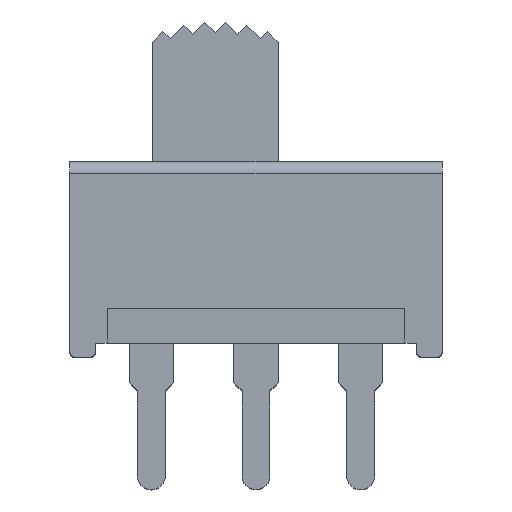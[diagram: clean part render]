
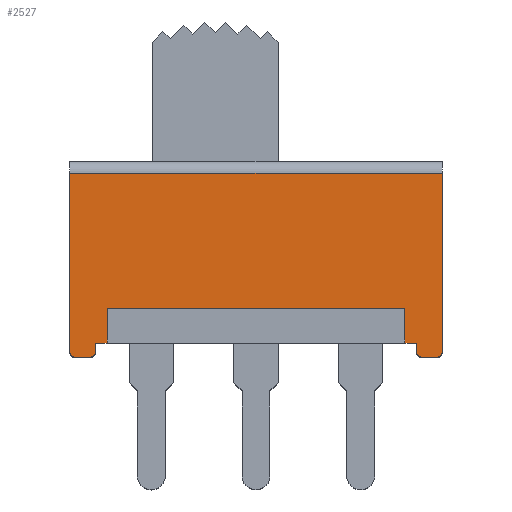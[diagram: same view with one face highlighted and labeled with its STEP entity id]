
A CAD part, top view. The second image highlights one B-rep face of the part: STEP entity #2527.
In plain terms, the highlighted planar face has unit normal (0, 0, 1).
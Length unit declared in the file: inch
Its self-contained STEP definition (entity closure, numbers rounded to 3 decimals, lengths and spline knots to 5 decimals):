
#43 = DIRECTION ( 'NONE',  ( 1., 0., 0. ) ) ;
#48 = EDGE_CURVE ( 'NONE', #2880, #1384, #2424, .T. ) ;
#202 = EDGE_CURVE ( 'NONE', #1264, #2880, #1217, .T. ) ;
#217 = CARTESIAN_POINT ( 'NONE',  ( 45.10067, -5.56623, 0.41339 ) ) ;
#282 = ORIENTED_EDGE ( 'NONE', *, *, #1010, .T. ) ;
#301 = ORIENTED_EDGE ( 'NONE', *, *, #1289, .F. ) ;
#332 = ORIENTED_EDGE ( 'NONE', *, *, #3643, .T. ) ;
#333 = DIRECTION ( 'NONE',  ( 1., 0., 0. ) ) ;
#357 = DIRECTION ( 'NONE',  ( 0., -1., 0. ) ) ;
#363 = CARTESIAN_POINT ( 'NONE',  ( 45.04556, -5.55048, 0.41339 ) ) ;
#426 = ORIENTED_EDGE ( 'NONE', *, *, #2967, .T. ) ;
#451 = VECTOR ( 'NONE', #3200, 39.37008 ) ;
#566 = CARTESIAN_POINT ( 'NONE',  ( 45.10067, -5.57411, 0.41339 ) ) ;
#608 = CIRCLE ( 'NONE', #4461, 0.00787 ) ;
#647 = VERTEX_POINT ( 'NONE', #887 ) ;
#680 = DIRECTION ( 'NONE',  ( 1., 0., 0. ) ) ;
#681 = VECTOR ( 'NONE', #734, 39.37008 ) ;
#700 = VECTOR ( 'NONE', #1646, 39.37008 ) ;
#734 = DIRECTION ( 'NONE',  ( 1., 0., 0. ) ) ;
#764 = EDGE_CURVE ( 'NONE', #1493, #1635, #1019, .T. ) ;
#848 = LINE ( 'NONE', #1202, #4735 ) ;
#887 = CARTESIAN_POINT ( 'NONE',  ( 44.54162, -5.55048, 0.41339 ) ) ;
#979 = CARTESIAN_POINT ( 'NONE',  ( 45.04556, -5.49143, 0.41339 ) ) ;
#1010 = EDGE_CURVE ( 'NONE', #3556, #1774, #848, .T. ) ;
#1015 = CARTESIAN_POINT ( 'NONE',  ( 45.06524, -5.55048, 0.41339 ) ) ;
#1019 = LINE ( 'NONE', #2249, #4994 ) ;
#1033 = ORIENTED_EDGE ( 'NONE', *, *, #1806, .T. ) ;
#1121 = DIRECTION ( 'NONE',  ( 0., 0., 1. ) ) ;
#1157 = LINE ( 'NONE', #2829, #681 ) ;
#1202 = CARTESIAN_POINT ( 'NONE',  ( 45.06524, -5.55048, 0.41339 ) ) ;
#1217 = LINE ( 'NONE', #2975, #1225 ) ;
#1225 = VECTOR ( 'NONE', #3331, 39.37008 ) ;
#1264 = VERTEX_POINT ( 'NONE', #363 ) ;
#1289 = EDGE_CURVE ( 'NONE', #1384, #647, #4503, .T. ) ;
#1337 = CIRCLE ( 'NONE', #1423, 0.00787 ) ;
#1384 = VERTEX_POINT ( 'NONE', #2923 ) ;
#1389 = EDGE_LOOP ( 'NONE', ( #3973, #426, #3883, #1448, #5069, #1642, #3269, #1033, #301, #3415, #2171, #332, #282, #3513, #5119, #1666 ) ) ;
#1393 = CIRCLE ( 'NONE', #4720, 0.00787 ) ;
#1423 = AXIS2_PLACEMENT_3D ( 'NONE', #1631, #4848, #333 ) ;
#1448 = ORIENTED_EDGE ( 'NONE', *, *, #2701, .T. ) ;
#1493 = VERTEX_POINT ( 'NONE', #3480 ) ;
#1619 = DIRECTION ( 'NONE',  ( 1., 0., 0. ) ) ;
#1631 = CARTESIAN_POINT ( 'NONE',  ( 44.51406, -5.56623, 0.41339 ) ) ;
#1635 = VERTEX_POINT ( 'NONE', #3204 ) ;
#1642 = ORIENTED_EDGE ( 'NONE', *, *, #4080, .T. ) ;
#1644 = CARTESIAN_POINT ( 'NONE',  ( 44.52193, -5.55048, 0.41339 ) ) ;
#1646 = DIRECTION ( 'NONE',  ( -1., 0., 0. ) ) ;
#1661 = PLANE ( 'NONE',  #3765 ) ;
#1666 = ORIENTED_EDGE ( 'NONE', *, *, #4805, .T. ) ;
#1688 = CARTESIAN_POINT ( 'NONE',  ( 44.51406, -5.57411, 0.41339 ) ) ;
#1697 = CARTESIAN_POINT ( 'NONE',  ( 44.4865, -5.56623, 0.41339 ) ) ;
#1701 = VERTEX_POINT ( 'NONE', #1870 ) ;
#1754 = EDGE_CURVE ( 'NONE', #3781, #3458, #2474, .T. ) ;
#1774 = VERTEX_POINT ( 'NONE', #4580 ) ;
#1806 = EDGE_CURVE ( 'NONE', #2235, #647, #5379, .T. ) ;
#1870 = CARTESIAN_POINT ( 'NONE',  ( 44.47863, -5.56623, 0.41339 ) ) ;
#1990 = DIRECTION ( 'NONE',  ( 1., 0., 0. ) ) ;
#2171 = ORIENTED_EDGE ( 'NONE', *, *, #202, .F. ) ;
#2235 = VERTEX_POINT ( 'NONE', #2911 ) ;
#2249 = CARTESIAN_POINT ( 'NONE',  ( 45.10855, -5.56623, 0.41339 ) ) ;
#2347 = DIRECTION ( 'NONE',  ( -1., 0., 0. ) ) ;
#2424 = LINE ( 'NONE', #4088, #2885 ) ;
#2474 = LINE ( 'NONE', #3315, #5096 ) ;
#2527 = ADVANCED_FACE ( 'NONE', ( #5313 ), #1661, .T. ) ;
#2650 = VERTEX_POINT ( 'NONE', #4925 ) ;
#2701 = EDGE_CURVE ( 'NONE', #1701, #3781, #608, .T. ) ;
#2829 = CARTESIAN_POINT ( 'NONE',  ( 45.07312, -5.57411, 0.41339 ) ) ;
#2880 = VERTEX_POINT ( 'NONE', #979 ) ;
#2885 = VECTOR ( 'NONE', #2347, 39.37008 ) ;
#2911 = CARTESIAN_POINT ( 'NONE',  ( 44.52193, -5.55048, 0.41339 ) ) ;
#2923 = CARTESIAN_POINT ( 'NONE',  ( 44.54162, -5.49143, 0.41339 ) ) ;
#2967 = EDGE_CURVE ( 'NONE', #1635, #4134, #5406, .T. ) ;
#2975 = CARTESIAN_POINT ( 'NONE',  ( 45.04556, -5.55048, 0.41339 ) ) ;
#3048 = EDGE_CURVE ( 'NONE', #1774, #2650, #4827, .T. ) ;
#3200 = DIRECTION ( 'NONE',  ( 1., 0., 0. ) ) ;
#3204 = CARTESIAN_POINT ( 'NONE',  ( 45.10855, -5.26308, 0.41339 ) ) ;
#3244 = VECTOR ( 'NONE', #1619, 39.37008 ) ;
#3247 = DIRECTION ( 'NONE',  ( 0., -1., 0. ) ) ;
#3269 = ORIENTED_EDGE ( 'NONE', *, *, #5231, .T. ) ;
#3315 = CARTESIAN_POINT ( 'NONE',  ( 44.4865, -5.57411, 0.41339 ) ) ;
#3331 = DIRECTION ( 'NONE',  ( 0., 1., 0. ) ) ;
#3368 = EDGE_CURVE ( 'NONE', #4134, #1701, #3869, .T. ) ;
#3409 = CARTESIAN_POINT ( 'NONE',  ( 44.47863, -5.26308, 0.41339 ) ) ;
#3415 = ORIENTED_EDGE ( 'NONE', *, *, #48, .F. ) ;
#3458 = VERTEX_POINT ( 'NONE', #1688 ) ;
#3478 = DIRECTION ( 'NONE',  ( 0., 1., 0. ) ) ;
#3480 = CARTESIAN_POINT ( 'NONE',  ( 45.10855, -5.56623, 0.41339 ) ) ;
#3513 = ORIENTED_EDGE ( 'NONE', *, *, #3048, .T. ) ;
#3556 = VERTEX_POINT ( 'NONE', #1015 ) ;
#3610 = LINE ( 'NONE', #5292, #451 ) ;
#3643 = EDGE_CURVE ( 'NONE', #1264, #3556, #3610, .T. ) ;
#3691 = LINE ( 'NONE', #4569, #4109 ) ;
#3754 = CARTESIAN_POINT ( 'NONE',  ( 44.47863, -5.26308, 0.41339 ) ) ;
#3765 = AXIS2_PLACEMENT_3D ( 'NONE', #4094, #4949, #1990 ) ;
#3781 = VERTEX_POINT ( 'NONE', #3830 ) ;
#3830 = CARTESIAN_POINT ( 'NONE',  ( 44.4865, -5.57411, 0.41339 ) ) ;
#3858 = VECTOR ( 'NONE', #3247, 39.37008 ) ;
#3869 = LINE ( 'NONE', #4169, #4207 ) ;
#3883 = ORIENTED_EDGE ( 'NONE', *, *, #3368, .T. ) ;
#3973 = ORIENTED_EDGE ( 'NONE', *, *, #764, .T. ) ;
#3974 = CARTESIAN_POINT ( 'NONE',  ( 44.52193, -5.56623, 0.41339 ) ) ;
#4080 = EDGE_CURVE ( 'NONE', #3458, #4792, #1337, .T. ) ;
#4088 = CARTESIAN_POINT ( 'NONE',  ( 44.54162, -5.49143, 0.41339 ) ) ;
#4094 = CARTESIAN_POINT ( 'NONE',  ( 44.4865, -5.56623, 0.41339 ) ) ;
#4108 = DIRECTION ( 'NONE',  ( 1., 0., 0. ) ) ;
#4109 = VECTOR ( 'NONE', #5370, 39.37008 ) ;
#4134 = VERTEX_POINT ( 'NONE', #3409 ) ;
#4169 = CARTESIAN_POINT ( 'NONE',  ( 44.47863, -5.2434, 0.41339 ) ) ;
#4207 = VECTOR ( 'NONE', #357, 39.37008 ) ;
#4461 = AXIS2_PLACEMENT_3D ( 'NONE', #1697, #4621, #43 ) ;
#4503 = LINE ( 'NONE', #5365, #3858 ) ;
#4569 = CARTESIAN_POINT ( 'NONE',  ( 44.52193, -5.56623, 0.41339 ) ) ;
#4580 = CARTESIAN_POINT ( 'NONE',  ( 45.06524, -5.56623, 0.41339 ) ) ;
#4621 = DIRECTION ( 'NONE',  ( 0., 0., 1. ) ) ;
#4638 = DIRECTION ( 'NONE',  ( 0., 0., 1. ) ) ;
#4720 = AXIS2_PLACEMENT_3D ( 'NONE', #217, #1121, #680 ) ;
#4735 = VECTOR ( 'NONE', #5024, 39.37008 ) ;
#4792 = VERTEX_POINT ( 'NONE', #3974 ) ;
#4805 = EDGE_CURVE ( 'NONE', #5101, #1493, #1393, .T. ) ;
#4827 = CIRCLE ( 'NONE', #5094, 0.00787 ) ;
#4848 = DIRECTION ( 'NONE',  ( 0., 0., 1. ) ) ;
#4887 = EDGE_CURVE ( 'NONE', #2650, #5101, #1157, .T. ) ;
#4925 = CARTESIAN_POINT ( 'NONE',  ( 45.07312, -5.57411, 0.41339 ) ) ;
#4949 = DIRECTION ( 'NONE',  ( 0., 0., 1. ) ) ;
#4994 = VECTOR ( 'NONE', #3478, 39.37008 ) ;
#5024 = DIRECTION ( 'NONE',  ( 0., -1., 0. ) ) ;
#5027 = CARTESIAN_POINT ( 'NONE',  ( 45.07312, -5.56623, 0.41339 ) ) ;
#5069 = ORIENTED_EDGE ( 'NONE', *, *, #1754, .T. ) ;
#5094 = AXIS2_PLACEMENT_3D ( 'NONE', #5027, #4638, #4108 ) ;
#5096 = VECTOR ( 'NONE', #5353, 39.37008 ) ;
#5101 = VERTEX_POINT ( 'NONE', #566 ) ;
#5119 = ORIENTED_EDGE ( 'NONE', *, *, #4887, .T. ) ;
#5231 = EDGE_CURVE ( 'NONE', #4792, #2235, #3691, .T. ) ;
#5292 = CARTESIAN_POINT ( 'NONE',  ( 44.52193, -5.55048, 0.41339 ) ) ;
#5313 = FACE_OUTER_BOUND ( 'NONE', #1389, .T. ) ;
#5353 = DIRECTION ( 'NONE',  ( 1., 0., 0. ) ) ;
#5365 = CARTESIAN_POINT ( 'NONE',  ( 44.54162, -5.55048, 0.41339 ) ) ;
#5370 = DIRECTION ( 'NONE',  ( 0., 1., 0. ) ) ;
#5379 = LINE ( 'NONE', #1644, #3244 ) ;
#5406 = LINE ( 'NONE', #3754, #700 ) ;
